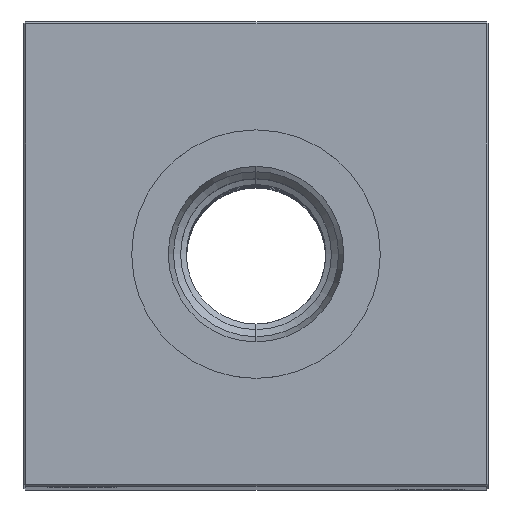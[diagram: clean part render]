
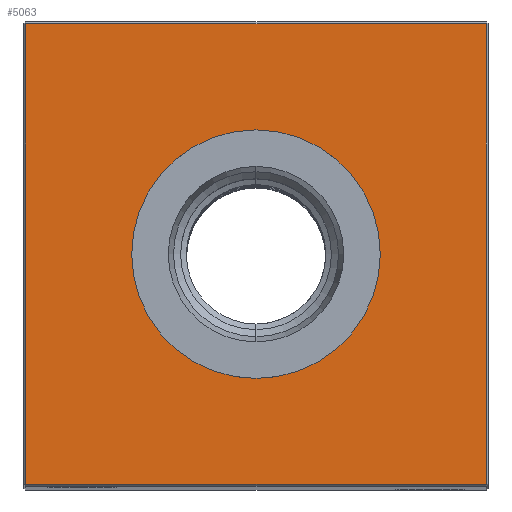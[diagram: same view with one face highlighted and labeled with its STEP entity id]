
A CAD part, top view. The second image highlights one B-rep face of the part: STEP entity #5063.
In plain terms, the highlighted planar face has unit normal (0, 0, 1).
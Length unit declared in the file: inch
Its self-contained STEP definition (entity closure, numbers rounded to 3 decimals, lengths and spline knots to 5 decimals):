
#27 = CARTESIAN_POINT ( 'NONE',  ( -1.24, -1.24, 11.5 ) ) ;
#123 = DIRECTION ( 'NONE',  ( 0., -1., 0. ) ) ;
#713 = ORIENTED_EDGE ( 'NONE', *, *, #20462, .T. ) ;
#722 = CIRCLE ( 'NONE', #11010, 0.66929 ) ;
#895 = EDGE_LOOP ( 'NONE', ( #12784, #25289 ) ) ;
#1192 = FACE_BOUND ( 'NONE', #895, .T. ) ;
#1340 = LINE ( 'NONE', #5733, #3923 ) ;
#2009 = CARTESIAN_POINT ( 'NONE',  ( 0., 0., 11.5 ) ) ;
#2162 = EDGE_CURVE ( 'NONE', #16261, #3048, #11319, .T. ) ;
#3048 = VERTEX_POINT ( 'NONE', #4493 ) ;
#3564 = CIRCLE ( 'NONE', #27934, 0.66929 ) ;
#3923 = VECTOR ( 'NONE', #16881, 39.37008 ) ;
#4114 = CARTESIAN_POINT ( 'NONE',  ( 1.24, 0., 11.5 ) ) ;
#4154 = CARTESIAN_POINT ( 'NONE',  ( 0., -0.66929, 11.5 ) ) ;
#4493 = CARTESIAN_POINT ( 'NONE',  ( -1.24, 1.24, 11.5 ) ) ;
#4796 = VERTEX_POINT ( 'NONE', #4154 ) ;
#5062 = VECTOR ( 'NONE', #26574, 39.37008 ) ;
#5063 = ADVANCED_FACE ( 'NONE', ( #10578, #1192 ), #14975, .F. ) ;
#5733 = CARTESIAN_POINT ( 'NONE',  ( 0., -1.24, 11.5 ) ) ;
#6152 = AXIS2_PLACEMENT_3D ( 'NONE', #19095, #17304, #8228 ) ;
#6228 = VERTEX_POINT ( 'NONE', #28309 ) ;
#6416 = DIRECTION ( 'NONE',  ( -1., 0., 0. ) ) ;
#7015 = VERTEX_POINT ( 'NONE', #27 ) ;
#8131 = EDGE_CURVE ( 'NONE', #6228, #4796, #722, .T. ) ;
#8228 = DIRECTION ( 'NONE',  ( -1., 0., 0. ) ) ;
#9415 = ORIENTED_EDGE ( 'NONE', *, *, #2162, .T. ) ;
#10578 = FACE_OUTER_BOUND ( 'NONE', #26043, .T. ) ;
#11010 = AXIS2_PLACEMENT_3D ( 'NONE', #21594, #12354, #21301 ) ;
#11319 = LINE ( 'NONE', #24409, #13421 ) ;
#12354 = DIRECTION ( 'NONE',  ( 0., 0., -1. ) ) ;
#12784 = ORIENTED_EDGE ( 'NONE', *, *, #8131, .T. ) ;
#13230 = DIRECTION ( 'NONE',  ( -1., 0., 0. ) ) ;
#13421 = VECTOR ( 'NONE', #13230, 39.37008 ) ;
#13639 = LINE ( 'NONE', #4114, #5062 ) ;
#14138 = EDGE_CURVE ( 'NONE', #7015, #20974, #1340, .T. ) ;
#14975 = PLANE ( 'NONE',  #6152 ) ;
#15147 = CARTESIAN_POINT ( 'NONE',  ( 1.24, 1.24, 11.5 ) ) ;
#16261 = VERTEX_POINT ( 'NONE', #15147 ) ;
#16536 = EDGE_CURVE ( 'NONE', #4796, #6228, #3564, .T. ) ;
#16881 = DIRECTION ( 'NONE',  ( 1., 0., 0. ) ) ;
#17281 = DIRECTION ( 'NONE',  ( 0., 0., -1. ) ) ;
#17304 = DIRECTION ( 'NONE',  ( 0., 0., -1. ) ) ;
#18552 = ORIENTED_EDGE ( 'NONE', *, *, #27033, .T. ) ;
#19095 = CARTESIAN_POINT ( 'NONE',  ( 0., 0., 11.5 ) ) ;
#20362 = CARTESIAN_POINT ( 'NONE',  ( -1.24, 0., 11.5 ) ) ;
#20462 = EDGE_CURVE ( 'NONE', #3048, #7015, #27148, .T. ) ;
#20974 = VERTEX_POINT ( 'NONE', #26636 ) ;
#21301 = DIRECTION ( 'NONE',  ( -1., 0., 0. ) ) ;
#21594 = CARTESIAN_POINT ( 'NONE',  ( 0., 0., 11.5 ) ) ;
#22236 = VECTOR ( 'NONE', #123, 39.37008 ) ;
#24409 = CARTESIAN_POINT ( 'NONE',  ( 0., 1.24, 11.5 ) ) ;
#24987 = ORIENTED_EDGE ( 'NONE', *, *, #14138, .T. ) ;
#25289 = ORIENTED_EDGE ( 'NONE', *, *, #16536, .T. ) ;
#26043 = EDGE_LOOP ( 'NONE', ( #713, #24987, #18552, #9415 ) ) ;
#26574 = DIRECTION ( 'NONE',  ( 0., 1., 0. ) ) ;
#26636 = CARTESIAN_POINT ( 'NONE',  ( 1.24, -1.24, 11.5 ) ) ;
#27033 = EDGE_CURVE ( 'NONE', #20974, #16261, #13639, .T. ) ;
#27148 = LINE ( 'NONE', #20362, #22236 ) ;
#27934 = AXIS2_PLACEMENT_3D ( 'NONE', #2009, #17281, #6416 ) ;
#28309 = CARTESIAN_POINT ( 'NONE',  ( 0., 0.66929, 11.5 ) ) ;
